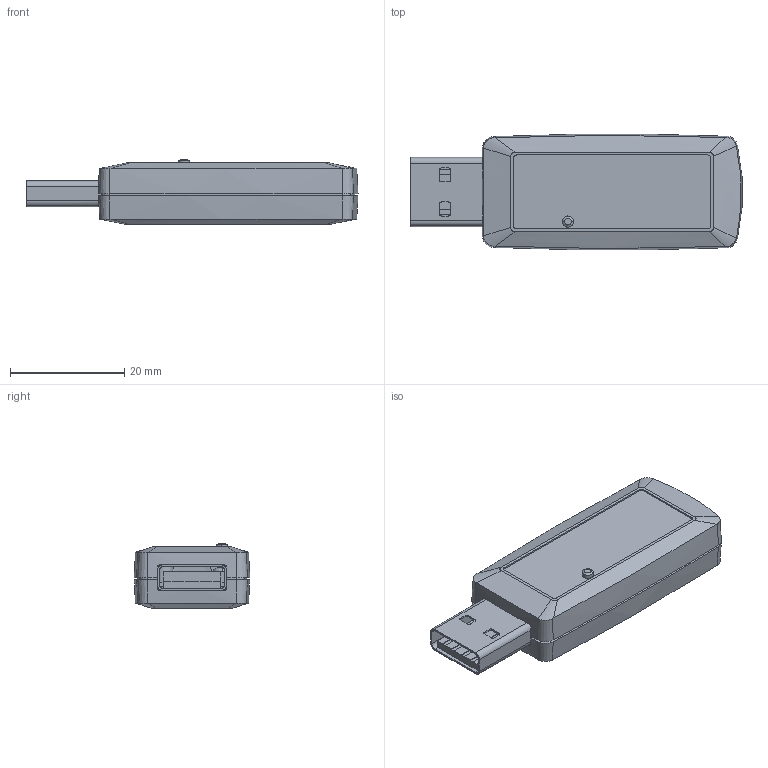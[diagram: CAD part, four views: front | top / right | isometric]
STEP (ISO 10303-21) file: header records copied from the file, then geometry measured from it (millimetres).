
FILE_DESCRIPTION((''),'2;1');
FILE_NAME('NAI180804_ASSEMBLY_ASM','2007-02-28T',('mboyer'),(''),'PRO/ENGINEER BY PARAMETRIC TECHNOLOGY CORPORATION, 2006170','PRO/ENGINEER BY PARAMETRIC TECHNOLOGY CORPORATION, 2006170','');
FILE_SCHEMA(('AUTOMOTIVE_DESIGN_CC2 { 1 2 10303 214 -1 1 5 2 }'));
Length unit declared in the file: inch
Products named in the file (5): NAI180804_BASE; NAI180804_COVER; NAI180804_PCB; NAI180804_BUTTON; NAI180804_ASSEMBLY_ASM
Assembly tree (4 placements, depth 2):
  NAI180804_ASSEMBLY_ASM
    NAI180804_BASE
    NAI180804_COVER
    NAI180804_PCB
    NAI180804_BUTTON
Bounding box: 58.19 x 20.25 x 11.42 mm (x, y, z)
Volume: 4719 mm3; surface area: 8913.9 mm2
Topology: 4 solids, 4 shells, 347 faces, 965 edges, 634 vertices
Faces by surface type: plane 179, cylinder 74, cone 62, bspline 28, revolution 2, torus 2
Entity records: 18001 total; most frequent: CARTESIAN_POINT 5800, ORIENTED_EDGE 1926, DIRECTION 1770, PRESENTATION_STYLE_ASSIGNMENT 994, STYLED_ITEM 969, CURVE_STYLE 965, EDGE_CURVE 963, VERTEX_POINT 634
